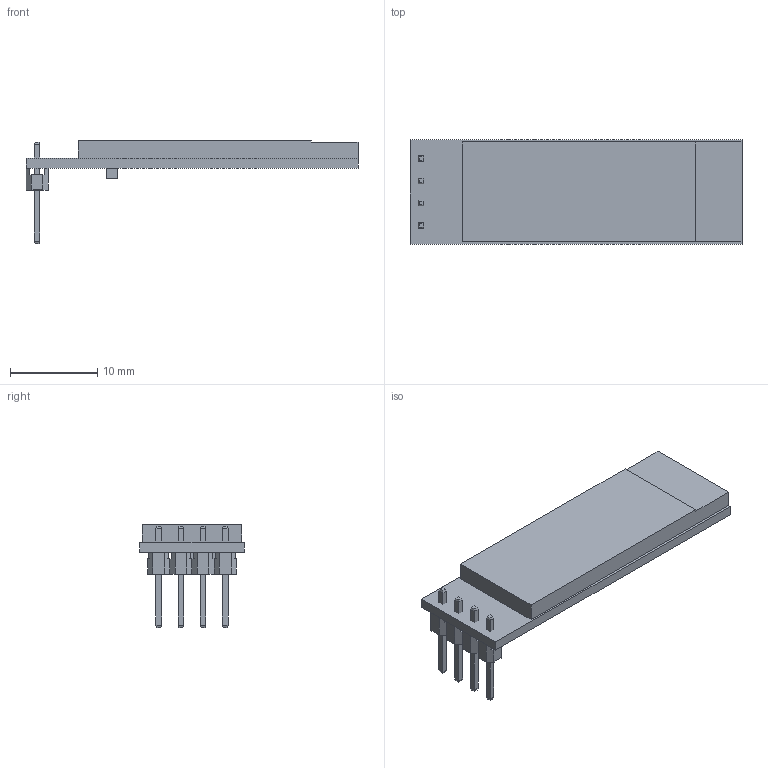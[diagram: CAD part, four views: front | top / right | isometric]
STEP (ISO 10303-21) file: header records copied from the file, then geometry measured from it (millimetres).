
FILE_DESCRIPTION (( 'STEP AP214' ), '1' );
FILE_NAME ('Display module with PLS.STEP', '2022-09-07T14:30:51', ( '' ), ( '' ), 'SwSTEP 2.0', 'SolidWorks 2019', '' );
FILE_SCHEMA (( 'AUTOMOTIVE_DESIGN' ));
Length unit declared in the file: millimetre
Products named in the file (3): Display module with PLS; pcb_00; PLS-4_00
Assembly tree (2 placements, depth 2):
  Display module with PLS
    pcb_00
    PLS-4_00
Bounding box: 38 x 12 x 11.8 mm (x, y, z)
Volume: 1327.6 mm3; surface area: 1432.4 mm2
Topology: 2 solids, 2 shells, 156 faces, 388 edges, 248 vertices
Faces by surface type: plane 156
Entity records: 5464 total; most frequent: CARTESIAN_POINT 797, ORIENTED_EDGE 776, DIRECTION 710, LINE 388, VECTOR 388, EDGE_CURVE 388, VERTEX_POINT 248, EDGE_LOOP 168
